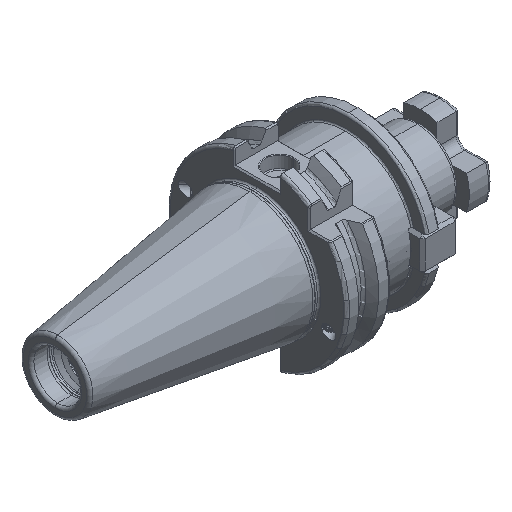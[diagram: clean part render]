
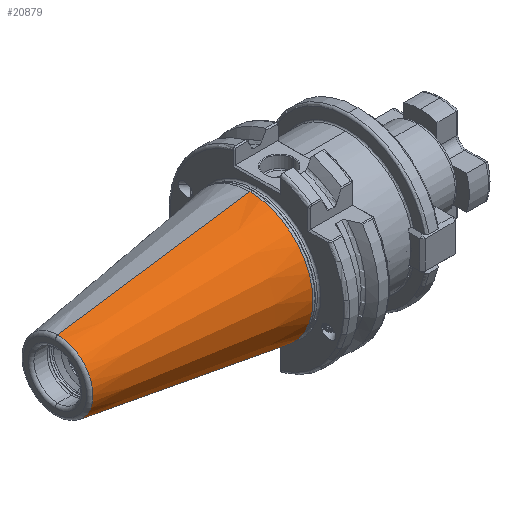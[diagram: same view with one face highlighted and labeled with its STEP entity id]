
A CAD part, isometric view. The second image highlights one B-rep face of the part: STEP entity #20879.
In plain terms, the highlighted conical face has half-angle 8.297 degrees and reference radius 22.692 mm.
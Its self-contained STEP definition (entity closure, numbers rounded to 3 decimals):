
#225 = CARTESIAN_POINT ( 'NONE',  ( -2.5, 0., -22.327 ) ) ;
#233 = VERTEX_POINT ( 'NONE', #287 ) ;
#238 = CARTESIAN_POINT ( 'NONE',  ( -70.573, 0., -12.4 ) ) ;
#282 = VERTEX_POINT ( 'NONE', #238 ) ;
#287 = CARTESIAN_POINT ( 'NONE',  ( -2.5, 0., 22.327 ) ) ;
#300 = VERTEX_POINT ( 'NONE', #225 ) ;
#5902 = ORIENTED_EDGE ( 'NONE', *, *, #7251, .F. ) ;
#5908 = ORIENTED_EDGE ( 'NONE', *, *, #7217, .T. ) ;
#5932 = ORIENTED_EDGE ( 'NONE', *, *, #7005, .T. ) ;
#5987 = ORIENTED_EDGE ( 'NONE', *, *, #7092, .F. ) ;
#6734 = AXIS2_PLACEMENT_3D ( 'NONE', #23850, #23839, #23828 ) ;
#6758 = AXIS2_PLACEMENT_3D ( 'NONE', #17507, #17477, #17497 ) ;
#7005 = EDGE_CURVE ( 'NONE', #10003, #282, #36688, .T. ) ;
#7092 = EDGE_CURVE ( 'NONE', #233, #300, #36760, .T. ) ;
#7217 = EDGE_CURVE ( 'NONE', #282, #300, #36889, .T. ) ;
#7251 = EDGE_CURVE ( 'NONE', #10003, #233, #36920, .T. ) ;
#10003 = VERTEX_POINT ( 'NONE', #28464 ) ;
#15232 = DIRECTION ( 'NONE',  ( 1., 0., 0. ) ) ;
#15250 = CARTESIAN_POINT ( 'NONE',  ( 0., 0., 0. ) ) ;
#15254 = DIRECTION ( 'NONE',  ( 0., 0., -1. ) ) ;
#17477 = DIRECTION ( 'NONE',  ( 1., 0., 0. ) ) ;
#17497 = DIRECTION ( 'NONE',  ( 0., 0., -1. ) ) ;
#17507 = CARTESIAN_POINT ( 'NONE',  ( -2.5, 0., 0. ) ) ;
#20879 = ADVANCED_FACE ( 'NONE', ( #29284 ), #29264, .T. ) ;
#23828 = DIRECTION ( 'NONE',  ( 0., 0., 1. ) ) ;
#23839 = DIRECTION ( 'NONE',  ( 1., 0., 0. ) ) ;
#23850 = CARTESIAN_POINT ( 'NONE',  ( -70.573, 0., 0. ) ) ;
#28464 = CARTESIAN_POINT ( 'NONE',  ( -70.573, 0., 12.4 ) ) ;
#29264 = CONICAL_SURFACE ( 'NONE', #29884, 22.692, 0.145 ) ;
#29284 = FACE_OUTER_BOUND ( 'NONE', #30621, .T. ) ;
#29884 = AXIS2_PLACEMENT_3D ( 'NONE', #15250, #15232, #15254 ) ;
#30621 = EDGE_LOOP ( 'NONE', ( #5902, #5932, #5908, #5987 ) ) ;
#32012 = DIRECTION ( 'NONE',  ( 0.99, 0., 0.144 ) ) ;
#32043 = CARTESIAN_POINT ( 'NONE',  ( 0., 0., 22.692 ) ) ;
#32831 = CARTESIAN_POINT ( 'NONE',  ( 0., 0., -22.692 ) ) ;
#32844 = DIRECTION ( 'NONE',  ( 0.99, 0., -0.144 ) ) ;
#36688 = CIRCLE ( 'NONE', #6734, 12.4 ) ;
#36760 = CIRCLE ( 'NONE', #6758, 22.327 ) ;
#36875 = VECTOR ( 'NONE', #32844, 1000. ) ;
#36889 = LINE ( 'NONE', #32831, #36875 ) ;
#36920 = LINE ( 'NONE', #32043, #36948 ) ;
#36948 = VECTOR ( 'NONE', #32012, 1000. ) ;
